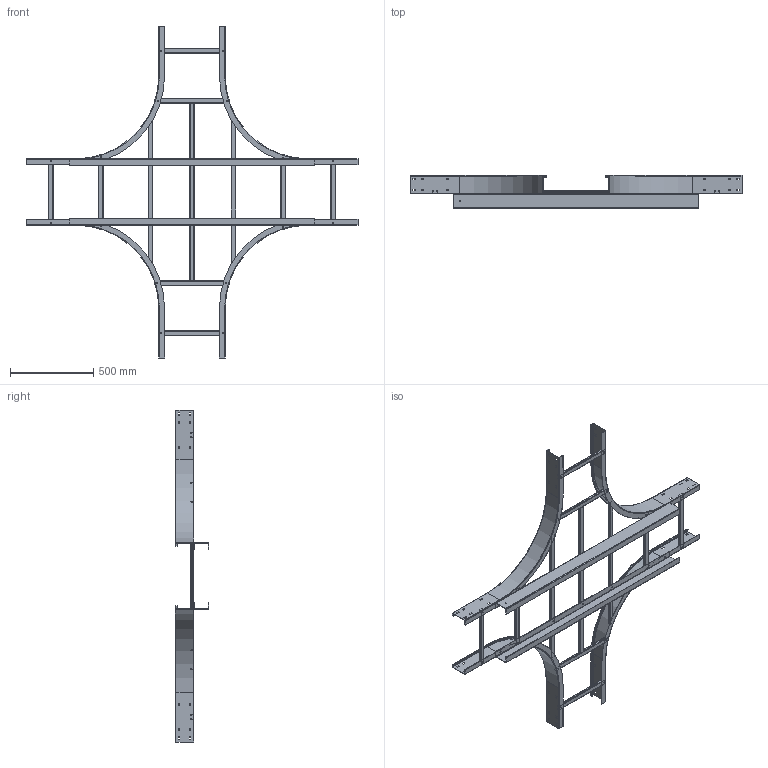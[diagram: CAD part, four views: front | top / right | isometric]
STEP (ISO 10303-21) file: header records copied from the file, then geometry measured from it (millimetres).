
FILE_DESCRIPTION((''),'2;1');
FILE_NAME('ASM0001_ASM','2013-01-11T',('AndreasKeweloh'),(''),'PRO/ENGINEER BY PARAMETRIC TECHNOLOGY CORPORATION, 2012230','PRO/ENGINEER BY PARAMETRIC TECHNOLOGY CORPORATION, 2012230','');
FILE_SCHEMA(('CONFIG_CONTROL_DESIGN'));
Length unit declared in the file: millimetre
Products named in the file (14): KTS_05_018-027_L_1070; KTS_05_018-026_L_980-35201; KTS_05_018-026_L_980-35202; KTS_05_018-023_L_445-35199; KTS_05_018-023_L_445-35197; KTS_05_018-023_L_445-35200; KTS_05_018-012_L_395_; KTS_05_012-045-1580_L_148-35195; KTS_05_012-045-1580_L_148-35196; KTS_05_012-076_INNENHOLM_-35194; KTS_05_012-076_INNENHOLM_-35208; KTS_05_012-076_INNENHOLM_-35209; KTS_05_012-076_INNENHOLM_-35207; ASM0001_ASM
Assembly tree (17 placements, depth 2):
  ASM0001_ASM
    KTS_05_018-027_L_1070
    KTS_05_018-026_L_980-35201
    KTS_05_018-026_L_980-35202
    KTS_05_018-023_L_445-35199
    KTS_05_018-023_L_445-35197  x2
    KTS_05_018-023_L_445-35200
    KTS_05_018-012_L_395_  x4
    KTS_05_012-045-1580_L_148-35195
    KTS_05_012-045-1580_L_148-35196
    KTS_05_012-076_INNENHOLM_-35194
    KTS_05_012-076_INNENHOLM_-35208
    KTS_05_012-076_INNENHOLM_-35209
    KTS_05_012-076_INNENHOLM_-35207
Bounding box: 2000 x 200 x 2000 mm (x, y, z)
Volume: 3618398.3 mm3; surface area: 3641268.3 mm2
Topology: 17 solids, 17 shells, 990 faces, 2654 edges, 1690 vertices
Faces by surface type: plane 534, cylinder 432, torus 24
Entity records: 28063 total; most frequent: DIRECTION 4966, CARTESIAN_POINT 4857, ORIENTED_EDGE 4732, EDGE_CURVE 2366, AXIS2_PLACEMENT_3D 1733, VERTEX_POINT 1530, VECTOR 1500, LINE 1500
